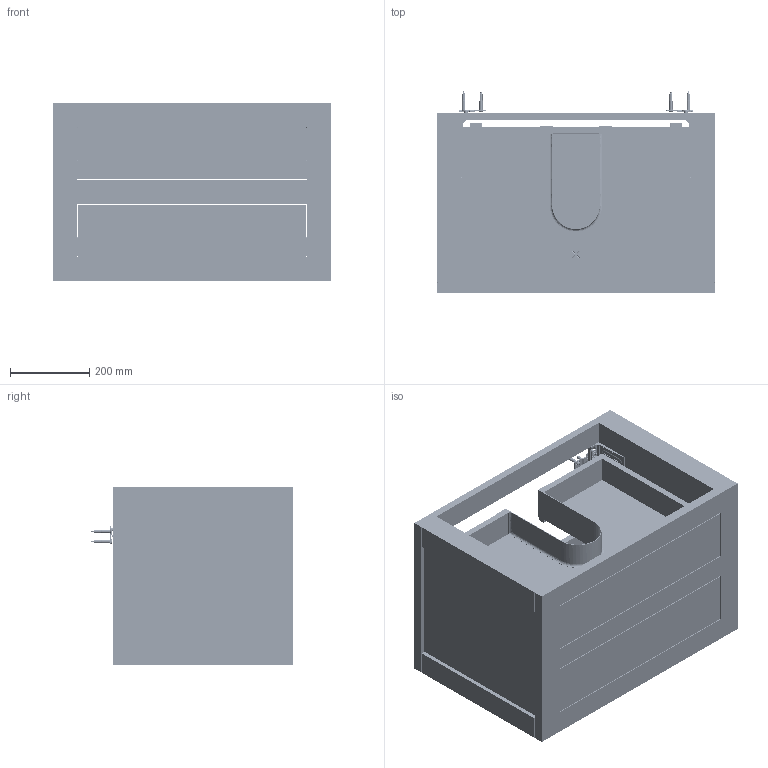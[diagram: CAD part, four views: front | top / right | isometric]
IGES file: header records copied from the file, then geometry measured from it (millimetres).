
Global section: file name: MODULO 700 F 455 VISTA FINAL; native system: Autodesk Inventor 2019; preprocessor: unknown; author: Angel Valladolid; date: 20220216.113924; units: millimetre
Bounding box: 700 x 510.2 x 450 mm (x, y, z)
Volume: 42070473.5 mm3; surface area: 4763962.5 mm2
Topology: 137 solids, 137 shells, 4904 faces, 16148 edges, 12386 vertices
Faces by surface type: bspline 4602, revolution 302
